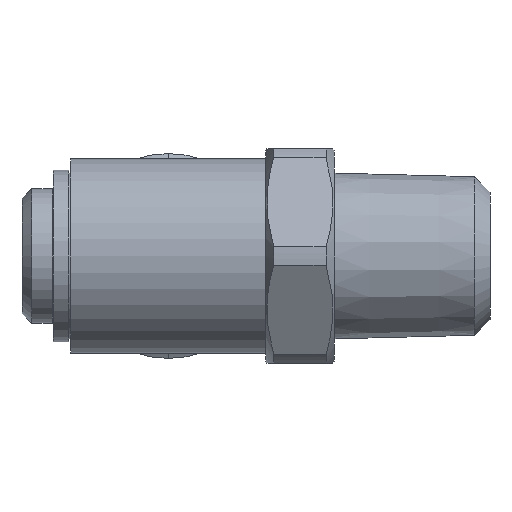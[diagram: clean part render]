
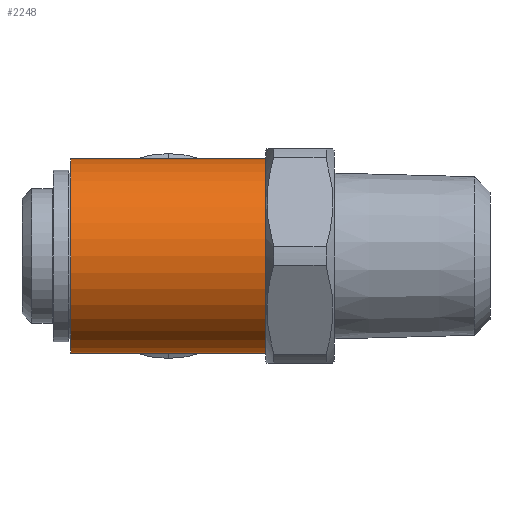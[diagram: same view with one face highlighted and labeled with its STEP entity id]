
A CAD part, left-side view. The second image highlights one B-rep face of the part: STEP entity #2248.
In plain terms, the highlighted cylindrical face has radius 5 mm (diameter 10 mm), a partial arc.
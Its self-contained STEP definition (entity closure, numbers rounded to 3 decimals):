
#2 = DIRECTION ( 'NONE',  ( 0., -1., 0. ) ) ;
#3 = DIRECTION ( 'NONE',  ( 0., 0., -1. ) ) ;
#17 = CARTESIAN_POINT ( 'NONE',  ( 0., 5., 5. ) ) ;
#29 = CARTESIAN_POINT ( 'NONE',  ( 0., 5., -5. ) ) ;
#50 = CARTESIAN_POINT ( 'NONE',  ( 0., -5., 5. ) ) ;
#72 = CARTESIAN_POINT ( 'NONE',  ( 0., -5., -5. ) ) ;
#375 = ORIENTED_EDGE ( 'NONE', *, *, #2365, .F. ) ;
#377 = ORIENTED_EDGE ( 'NONE', *, *, #2075, .T. ) ;
#391 = ORIENTED_EDGE ( 'NONE', *, *, #3642, .T. ) ;
#393 = ORIENTED_EDGE ( 'NONE', *, *, #2361, .T. ) ;
#766 = VECTOR ( 'NONE', #2727, 1000. ) ;
#804 = VECTOR ( 'NONE', #2680, 1000. ) ;
#807 = CYLINDRICAL_SURFACE ( 'NONE', #1191, 5. ) ;
#811 = FACE_OUTER_BOUND ( 'NONE', #2973, .T. ) ;
#824 = LINE ( 'NONE', #2679, #804 ) ;
#852 = LINE ( 'NONE', #2726, #766 ) ;
#1017 = CIRCLE ( 'NONE', #1171, 5. ) ;
#1171 = AXIS2_PLACEMENT_3D ( 'NONE', #3646, #3647, #3648 ) ;
#1191 = AXIS2_PLACEMENT_3D ( 'NONE', #3243, #3244, #3245 ) ;
#2075 = EDGE_CURVE ( 'NONE', #3789, #3767, #1017, .T. ) ;
#2248 = ADVANCED_FACE ( 'NONE', ( #811 ), #807, .T. ) ;
#2361 = EDGE_CURVE ( 'NONE', #3767, #3734, #824, .T. ) ;
#2365 = EDGE_CURVE ( 'NONE', #3789, #3746, #852, .T. ) ;
#2679 = CARTESIAN_POINT ( 'NONE',  ( 0., 13.586, 5. ) ) ;
#2680 = DIRECTION ( 'NONE',  ( 0., 1., 0. ) ) ;
#2726 = CARTESIAN_POINT ( 'NONE',  ( 0., 13.586, -5. ) ) ;
#2727 = DIRECTION ( 'NONE',  ( 0., 1., 0. ) ) ;
#2804 = AXIS2_PLACEMENT_3D ( 'NONE', #4202, #2, #3 ) ;
#2973 = EDGE_LOOP ( 'NONE', ( #375, #377, #393, #391 ) ) ;
#3243 = CARTESIAN_POINT ( 'NONE',  ( 0., 13.586, 0. ) ) ;
#3244 = DIRECTION ( 'NONE',  ( 0., 1., 0. ) ) ;
#3245 = DIRECTION ( 'NONE',  ( 0., 0., 1. ) ) ;
#3642 = EDGE_CURVE ( 'NONE', #3734, #3746, #4244, .T. ) ;
#3646 = CARTESIAN_POINT ( 'NONE',  ( 0., -5., 0. ) ) ;
#3647 = DIRECTION ( 'NONE',  ( 0., 1., 0. ) ) ;
#3648 = DIRECTION ( 'NONE',  ( 0., 0., 1. ) ) ;
#3734 = VERTEX_POINT ( 'NONE', #17 ) ;
#3746 = VERTEX_POINT ( 'NONE', #29 ) ;
#3767 = VERTEX_POINT ( 'NONE', #50 ) ;
#3789 = VERTEX_POINT ( 'NONE', #72 ) ;
#4202 = CARTESIAN_POINT ( 'NONE',  ( 0., 5., 0. ) ) ;
#4244 = CIRCLE ( 'NONE', #2804, 5. ) ;
